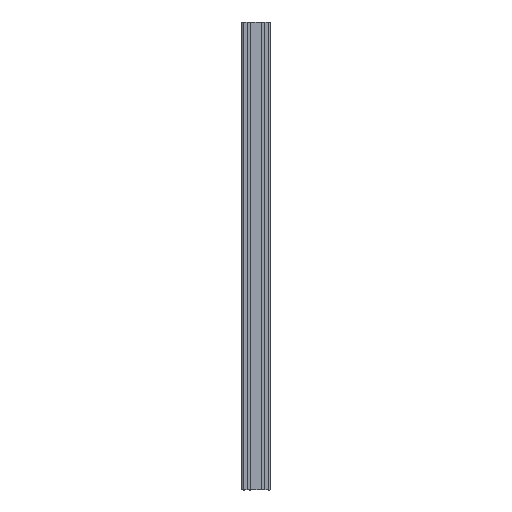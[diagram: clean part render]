
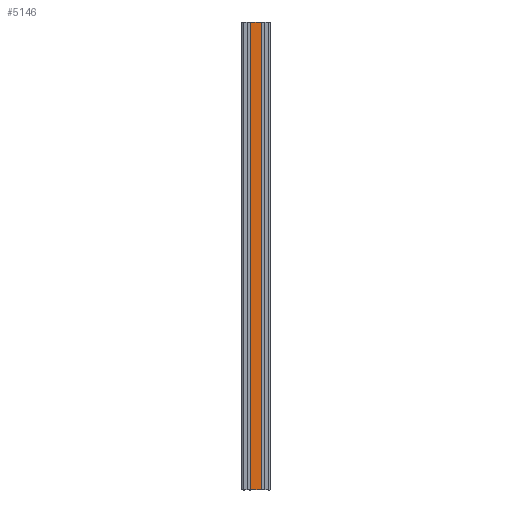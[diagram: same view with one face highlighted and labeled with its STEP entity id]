
A CAD part, front view. The second image highlights one B-rep face of the part: STEP entity #5146.
In plain terms, the highlighted planar face has unit normal (0, -1, 0).
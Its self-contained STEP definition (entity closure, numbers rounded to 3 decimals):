
#2680=ORIENTED_EDGE('',*,*,#3709,.T.);
#2681=ORIENTED_EDGE('',*,*,#3710,.F.);
#2682=ORIENTED_EDGE('',*,*,#3706,.F.);
#2683=ORIENTED_EDGE('',*,*,#3711,.T.);
#3096=VECTOR('',#4272,1.);
#3099=VECTOR('',#4277,1.);
#3100=VECTOR('',#4278,1.);
#3101=VECTOR('',#4279,1.);
#3316=LINE('',#4756,#3096);
#3319=LINE('',#4762,#3099);
#3320=LINE('',#4763,#3100);
#3321=LINE('',#4764,#3101);
#3488=VERTEX_POINT('',#4754);
#3489=VERTEX_POINT('',#4755);
#3490=VERTEX_POINT('',#4760);
#3491=VERTEX_POINT('',#4761);
#3706=EDGE_CURVE('',#3488,#3489,#3316,.T.);
#3709=EDGE_CURVE('',#3490,#3491,#3319,.T.);
#3710=EDGE_CURVE('',#3489,#3491,#3320,.T.);
#3711=EDGE_CURVE('',#3488,#3490,#3321,.T.);
#3836=EDGE_LOOP('',(#2680,#2681,#2682,#2683));
#3940=FACE_BOUND('',#3836,.T.);
#4272=DIRECTION('',(-1000.,0.,0.));
#4275=DIRECTION('',(0.,-1.,0.));
#4276=DIRECTION('',(-1.,0.,0.));
#4277=DIRECTION('',(-1000.,0.,0.));
#4278=DIRECTION('',(0.,0.,21.8));
#4279=DIRECTION('',(0.,0.,21.8));
#4754=CARTESIAN_POINT('',(1000.,-15.,-10.9));
#4755=CARTESIAN_POINT('',(0.,-15.,-10.9));
#4756=CARTESIAN_POINT('',(1000.,-15.,-10.9));
#4759=CARTESIAN_POINT('',(1000.,-15.,10.9));
#4760=CARTESIAN_POINT('',(1000.,-15.,10.9));
#4761=CARTESIAN_POINT('',(0.,-15.,10.9));
#4762=CARTESIAN_POINT('',(1000.,-15.,10.9));
#4763=CARTESIAN_POINT('',(0.,-15.,-10.9));
#4764=CARTESIAN_POINT('',(1000.,-15.,-10.9));
#4972=AXIS2_PLACEMENT_3D('',#4759,#4275,#4276);
#5069=PLANE('',#4972);
#5146=ADVANCED_FACE('',(#3940),#5069,.T.);
